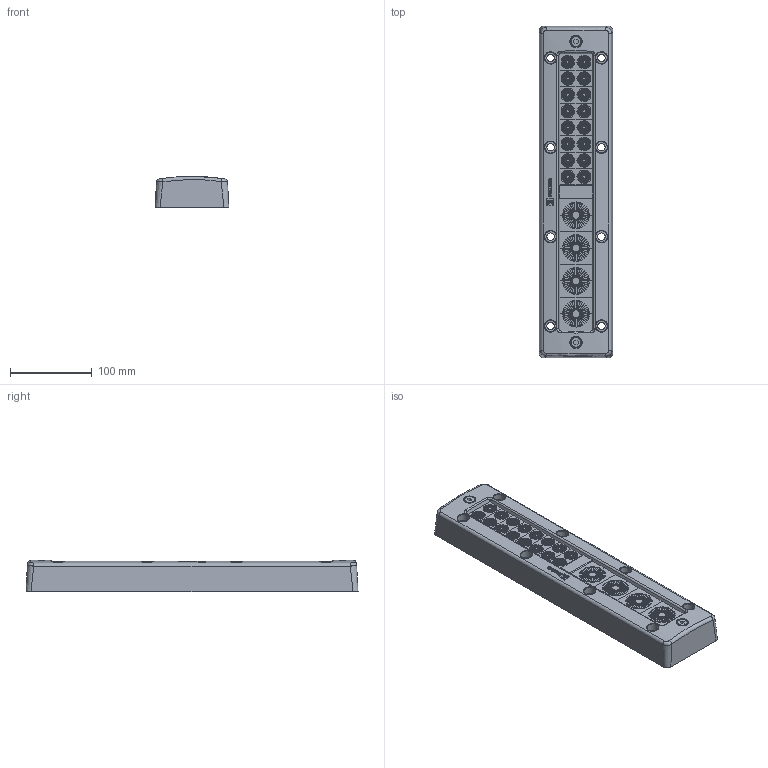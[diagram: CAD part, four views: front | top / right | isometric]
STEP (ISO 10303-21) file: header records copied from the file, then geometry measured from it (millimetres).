
FILE_DESCRIPTION(/* description */ (''),/* implementation_level */ '2;1');
FILE_NAME(/* name */ 'EZ00000003220.stp',/* time_stamp */ '2021-01-21T09:12:23+01:00',/* author */ ('LA'),/* organization */ (''),/* preprocessor_version */ 'ST-DEVELOPER v17.2',/* originating_system */ 'Autodesk Inventor 2019',/* authorisation */ '');
FILE_SCHEMA (('AUTOMOTIVE_DESIGN { 1 0 10303 214 3 1 1 }'));
Length unit declared in the file: centimetre
Products named in the file (1): Part11
Bounding box: 90 x 405 x 38 mm (x, y, z)
Volume: 1172527.7 mm3; surface area: 117195.1 mm2
Topology: 1 solids, 1 shells, 1180 faces, 2574 edges, 1422 vertices
Faces by surface type: plane 1051, bspline 75, cylinder 48, cone 4, torus 2
Full cylindrical faces by diameter (mm): 9 x8, 13 x2, 14 x10
Entity records: 35464 total; most frequent: CARTESIAN_POINT 8429, DIRECTION 5731, ORIENTED_EDGE 5144, EDGE_CURVE 2572, AXIS2_PLACEMENT_3D 2206, VERTEX_POINT 1424, LINE 1319, VECTOR 1319
